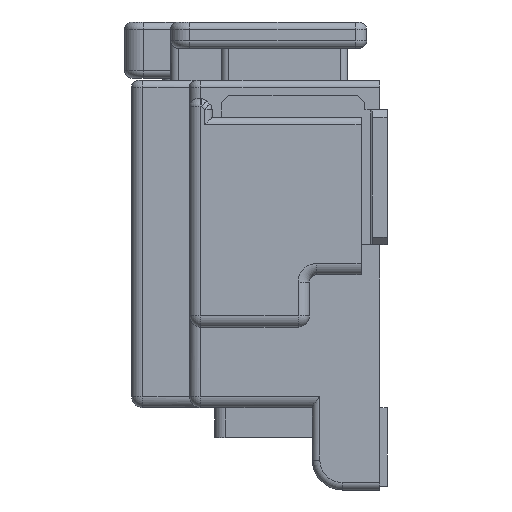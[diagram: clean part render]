
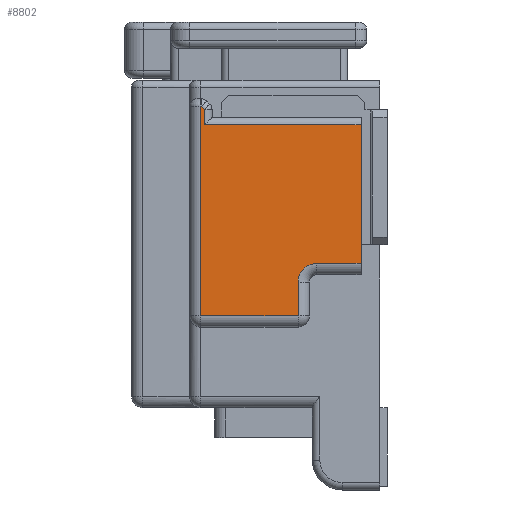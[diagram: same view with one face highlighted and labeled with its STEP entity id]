
A CAD part, left-side view. The second image highlights one B-rep face of the part: STEP entity #8802.
In plain terms, the highlighted planar face has unit normal (-1, 0, 0).
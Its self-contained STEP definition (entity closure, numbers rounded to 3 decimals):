
#508 = VECTOR ( 'NONE', #15394, 1000. ) ;
#516 = CARTESIAN_POINT ( 'NONE',  ( -14.1, 0.5, -1. ) ) ;
#685 = EDGE_CURVE ( 'NONE', #23828, #18138, #25213, .T. ) ;
#1170 = VERTEX_POINT ( 'NONE', #5831 ) ;
#1286 = AXIS2_PLACEMENT_3D ( 'NONE', #13971, #31411, #16507 ) ;
#1501 = VERTEX_POINT ( 'NONE', #4577 ) ;
#2161 = DIRECTION ( 'NONE',  ( 0., -1., 0. ) ) ;
#2489 = VERTEX_POINT ( 'NONE', #30875 ) ;
#3010 = LINE ( 'NONE', #19176, #8840 ) ;
#3427 = EDGE_CURVE ( 'NONE', #22294, #1501, #12437, .T. ) ;
#3629 = FACE_OUTER_BOUND ( 'NONE', #15450, .T. ) ;
#4577 = CARTESIAN_POINT ( 'NONE',  ( -14.1, 2.18, -5.4 ) ) ;
#4768 = EDGE_CURVE ( 'NONE', #26111, #2489, #18240, .T. ) ;
#5118 = CARTESIAN_POINT ( 'NONE',  ( -14.1, 5.08, -6.3 ) ) ;
#5571 = VERTEX_POINT ( 'NONE', #19675 ) ;
#5748 = EDGE_CURVE ( 'NONE', #5571, #22294, #27465, .T. ) ;
#5831 = CARTESIAN_POINT ( 'NONE',  ( -14.1, 4.763, -0.7 ) ) ;
#6766 = CARTESIAN_POINT ( 'NONE',  ( -14.1, 4.78, 0. ) ) ;
#6930 = PLANE ( 'NONE',  #27458 ) ;
#7575 = DIRECTION ( 'NONE',  ( 0., 1., 0. ) ) ;
#8036 = DIRECTION ( 'NONE',  ( 0., 1., 0. ) ) ;
#8153 = ORIENTED_EDGE ( 'NONE', *, *, #685, .F. ) ;
#8486 = EDGE_CURVE ( 'NONE', #18138, #5571, #13712, .T. ) ;
#8802 = ADVANCED_FACE ( 'NONE', ( #3629 ), #6930, .T. ) ;
#8840 = VECTOR ( 'NONE', #21681, 1000. ) ;
#8992 = VERTEX_POINT ( 'NONE', #30475 ) ;
#9179 = ORIENTED_EDGE ( 'NONE', *, *, #26016, .F. ) ;
#9266 = DIRECTION ( 'NONE',  ( 0., 0., 1. ) ) ;
#9669 = EDGE_CURVE ( 'NONE', #18580, #23828, #27704, .T. ) ;
#10789 = CARTESIAN_POINT ( 'NONE',  ( -14.1, 2.18, -6.6 ) ) ;
#11366 = VECTOR ( 'NONE', #2161, 1000. ) ;
#11387 = DIRECTION ( 'NONE',  ( 0., -1., 0. ) ) ;
#11712 = ORIENTED_EDGE ( 'NONE', *, *, #29342, .F. ) ;
#11796 = CARTESIAN_POINT ( 'NONE',  ( -14.1, 4.68, -1.2 ) ) ;
#11853 = ORIENTED_EDGE ( 'NONE', *, *, #3427, .F. ) ;
#11892 = DIRECTION ( 'NONE',  ( -1., 0., 0. ) ) ;
#12437 = CIRCLE ( 'NONE', #1286, 0.5 ) ;
#13093 = CARTESIAN_POINT ( 'NONE',  ( -14.1, 4.68, -1. ) ) ;
#13257 = DIRECTION ( 'NONE',  ( 0., 0., -1. ) ) ;
#13712 = LINE ( 'NONE', #516, #508 ) ;
#13762 = CARTESIAN_POINT ( 'NONE',  ( -14.1, 0.5, -1.2 ) ) ;
#13971 = CARTESIAN_POINT ( 'NONE',  ( -14.1, 1.68, -5.4 ) ) ;
#15394 = DIRECTION ( 'NONE',  ( 0., 0., -1. ) ) ;
#15450 = EDGE_LOOP ( 'NONE', ( #21198, #11712, #24186, #11853, #26298, #24121, #8153, #27932, #18612, #9179 ) ) ;
#16507 = DIRECTION ( 'NONE',  ( 0., 0., -1. ) ) ;
#17025 = EDGE_CURVE ( 'NONE', #1170, #18580, #3010, .T. ) ;
#17062 = CARTESIAN_POINT ( 'NONE',  ( -14.1, 4.68, -0.7 ) ) ;
#17934 = CARTESIAN_POINT ( 'NONE',  ( -14.1, 1.68, -4.9 ) ) ;
#18138 = VERTEX_POINT ( 'NONE', #24207 ) ;
#18240 = LINE ( 'NONE', #6766, #30647 ) ;
#18580 = VERTEX_POINT ( 'NONE', #28501 ) ;
#18612 = ORIENTED_EDGE ( 'NONE', *, *, #17025, .F. ) ;
#19176 = CARTESIAN_POINT ( 'NONE',  ( -14.1, 2.731, -2.731 ) ) ;
#19284 = VECTOR ( 'NONE', #7575, 1000. ) ;
#19617 = LINE ( 'NONE', #10789, #32051 ) ;
#19675 = CARTESIAN_POINT ( 'NONE',  ( -14.1, 0.5, -4.9 ) ) ;
#19834 = CARTESIAN_POINT ( 'NONE',  ( -14.1, 1.68, -4.9 ) ) ;
#20037 = LINE ( 'NONE', #5118, #19284 ) ;
#20865 = VECTOR ( 'NONE', #8036, 1000. ) ;
#21122 = VECTOR ( 'NONE', #28097, 1000. ) ;
#21198 = ORIENTED_EDGE ( 'NONE', *, *, #4768, .F. ) ;
#21681 = DIRECTION ( 'NONE',  ( 0., -0.707, -0.707 ) ) ;
#22294 = VERTEX_POINT ( 'NONE', #19834 ) ;
#23038 = LINE ( 'NONE', #17062, #11366 ) ;
#23828 = VERTEX_POINT ( 'NONE', #11796 ) ;
#24121 = ORIENTED_EDGE ( 'NONE', *, *, #8486, .F. ) ;
#24186 = ORIENTED_EDGE ( 'NONE', *, *, #29996, .F. ) ;
#24207 = CARTESIAN_POINT ( 'NONE',  ( -14.1, 0.5, -1.2 ) ) ;
#24310 = CARTESIAN_POINT ( 'NONE',  ( -14.1, 0., 0. ) ) ;
#24868 = CARTESIAN_POINT ( 'NONE',  ( -14.1, 4.78, -6.3 ) ) ;
#25213 = LINE ( 'NONE', #13762, #31037 ) ;
#26016 = EDGE_CURVE ( 'NONE', #2489, #1170, #23038, .T. ) ;
#26111 = VERTEX_POINT ( 'NONE', #24868 ) ;
#26298 = ORIENTED_EDGE ( 'NONE', *, *, #5748, .F. ) ;
#27458 = AXIS2_PLACEMENT_3D ( 'NONE', #24310, #11892, #29284 ) ;
#27465 = LINE ( 'NONE', #17934, #20865 ) ;
#27704 = LINE ( 'NONE', #13093, #21122 ) ;
#27932 = ORIENTED_EDGE ( 'NONE', *, *, #9669, .F. ) ;
#28097 = DIRECTION ( 'NONE',  ( 0., 0., -1. ) ) ;
#28501 = CARTESIAN_POINT ( 'NONE',  ( -14.1, 4.68, -0.783 ) ) ;
#29284 = DIRECTION ( 'NONE',  ( 0., 0., -1. ) ) ;
#29342 = EDGE_CURVE ( 'NONE', #8992, #26111, #20037, .T. ) ;
#29996 = EDGE_CURVE ( 'NONE', #1501, #8992, #19617, .T. ) ;
#30475 = CARTESIAN_POINT ( 'NONE',  ( -14.1, 2.18, -6.3 ) ) ;
#30647 = VECTOR ( 'NONE', #9266, 1000. ) ;
#30875 = CARTESIAN_POINT ( 'NONE',  ( -14.1, 4.78, -0.7 ) ) ;
#31037 = VECTOR ( 'NONE', #11387, 1000. ) ;
#31411 = DIRECTION ( 'NONE',  ( -1., 0., 0. ) ) ;
#32051 = VECTOR ( 'NONE', #13257, 1000. ) ;
